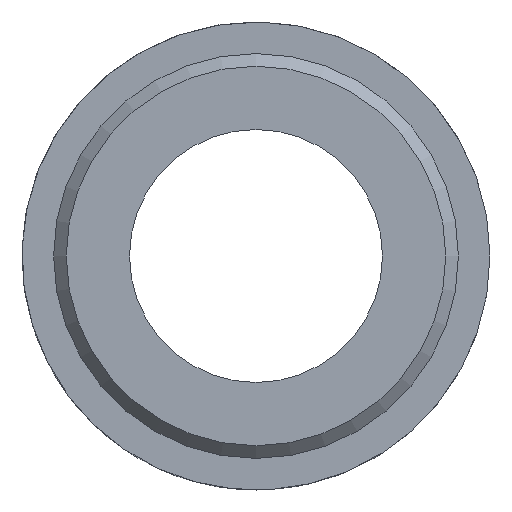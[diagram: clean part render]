
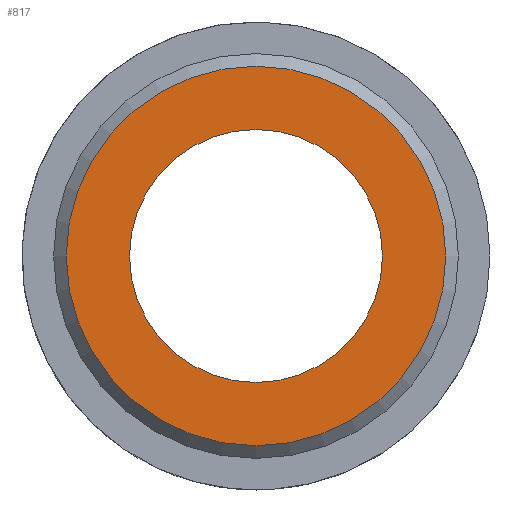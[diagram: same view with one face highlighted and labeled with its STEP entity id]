
A CAD part, front view. The second image highlights one B-rep face of the part: STEP entity #817.
In plain terms, the highlighted planar face has unit normal (0, -1, 0).
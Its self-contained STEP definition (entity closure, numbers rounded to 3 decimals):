
#817=ADVANCED_FACE('',(#1044,#1045),#924,.T.);
#924=PLANE('',#2813);
#1044=FACE_BOUND('',#1086,.T.);
#1045=FACE_BOUND('',#1087,.T.);
#1086=EDGE_LOOP('',(#1304));
#1087=EDGE_LOOP('',(#1305));
#1209=CIRCLE('',#2804,10.);
#1213=CIRCLE('',#2812,15.);
#1304=ORIENTED_EDGE('',*,*,#2007,.F.);
#1305=ORIENTED_EDGE('',*,*,#2011,.F.);
#1826=VERTEX_POINT('',#3657);
#1830=VERTEX_POINT('',#3669);
#2007=EDGE_CURVE('',#1826,#1826,#1209,.T.);
#2011=EDGE_CURVE('',#1830,#1830,#1213,.T.);
#2804=AXIS2_PLACEMENT_3D('',#3656,#3005,#3006);
#2812=AXIS2_PLACEMENT_3D('',#3668,#3021,#3022);
#2813=AXIS2_PLACEMENT_3D('',#3670,#3023,#3024);
#3005=DIRECTION('',(0.,-1.,0.));
#3006=DIRECTION('',(0.,0.,-1.));
#3021=DIRECTION('',(0.,1.,0.));
#3022=DIRECTION('',(1.,0.,0.));
#3023=DIRECTION('',(0.,-1.,0.));
#3024=DIRECTION('',(0.,0.,1.));
#3656=CARTESIAN_POINT('',(-1.874,-13.897,0.));
#3657=CARTESIAN_POINT('',(-1.874,-13.897,-10.));
#3668=CARTESIAN_POINT('',(-1.874,-13.897,0.));
#3669=CARTESIAN_POINT('',(13.126,-13.897,0.));
#3670=CARTESIAN_POINT('',(14.626,-13.897,-16.5));
